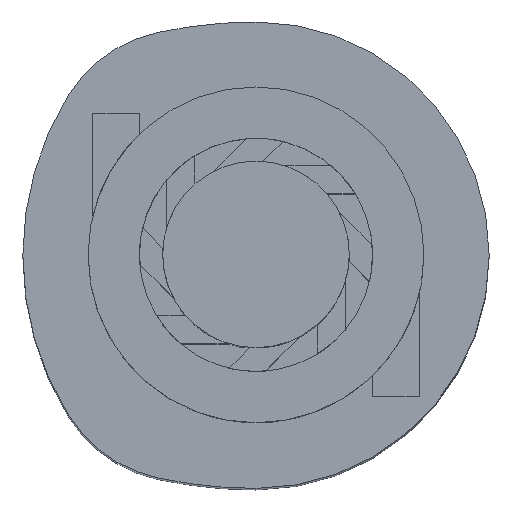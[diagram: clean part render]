
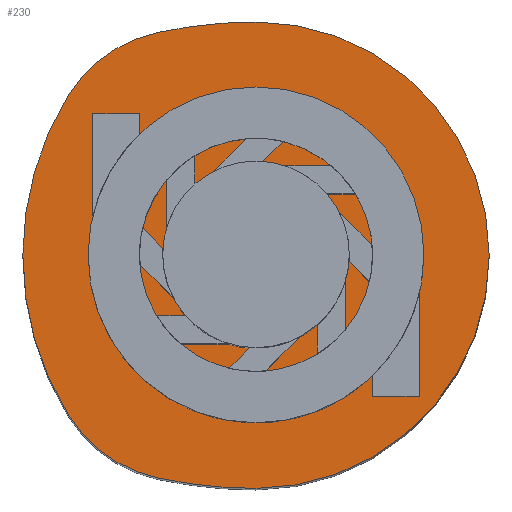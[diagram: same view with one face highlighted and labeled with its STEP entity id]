
A CAD part, top view. The second image highlights one B-rep face of the part: STEP entity #230.
In plain terms, the highlighted planar face has unit normal (0, 0, 1).
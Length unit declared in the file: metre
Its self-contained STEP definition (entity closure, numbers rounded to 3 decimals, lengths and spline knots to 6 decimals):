
#230=ADVANCED_FACE('1:60',(#512,#513),#514,.T.);
#512=FACE_BOUND('',#856,.T.);
#513=FACE_OUTER_BOUND('',#857,.T.);
#514=PLANE('',#858);
#856=EDGE_LOOP('',(#1271,#1272));
#857=EDGE_LOOP('',(#1273,#1274,#1275,#1276,#1277,#1278,#1279,#1280));
#858=AXIS2_PLACEMENT_3D('',#1281,#1282,#1283);
#1271=ORIENTED_EDGE('',*,*,#2029,.T.);
#1272=ORIENTED_EDGE('',*,*,#2069,.T.);
#1273=ORIENTED_EDGE('',*,*,#2037,.T.);
#1274=ORIENTED_EDGE('',*,*,#2070,.T.);
#1275=ORIENTED_EDGE('',*,*,#2071,.T.);
#1276=ORIENTED_EDGE('',*,*,#2072,.T.);
#1277=ORIENTED_EDGE('',*,*,#2073,.T.);
#1278=ORIENTED_EDGE('',*,*,#2034,.T.);
#1279=ORIENTED_EDGE('',*,*,#2074,.T.);
#1280=ORIENTED_EDGE('',*,*,#2075,.T.);
#1281=CARTESIAN_POINT('',(0.006088,-0.460674,10.0));
#1282=DIRECTION('',(0.0,0.0,1.0));
#1283=DIRECTION('',(1.0,-0.0,0.0));
#2029=EDGE_CURVE('1:6966',#2373,#2377,#2379,.T.);
#2034=EDGE_CURVE('0:904',#2382,#2386,#2388,.T.);
#2037=EDGE_CURVE('0:874',#2393,#2390,#2394,.T.);
#2069=EDGE_CURVE('1:6966',#2377,#2373,#2439,.T.);
#2070=EDGE_CURVE('0:874',#2390,#2440,#2441,.T.);
#2071=EDGE_CURVE('0:886',#2440,#2442,#2443,.T.);
#2072=EDGE_CURVE('0:895',#2442,#2444,#2445,.T.);
#2073=EDGE_CURVE('0:904',#2444,#2382,#2446,.T.);
#2074=EDGE_CURVE('0:913',#2386,#2447,#2448,.T.);
#2075=EDGE_CURVE('0:919',#2447,#2393,#2449,.T.);
#2373=VERTEX_POINT('',#2905);
#2377=VERTEX_POINT('',#2910);
#2379=CIRCLE('',#2913,0.999018);
#2382=VERTEX_POINT('',#2916);
#2386=VERTEX_POINT('',#2921);
#2388=CIRCLE('',#2924,2.5);
#2390=VERTEX_POINT('',#2926);
#2393=VERTEX_POINT('',#2930);
#2394=CIRCLE('',#2931,3.25);
#2439=CIRCLE('',#3031,0.999018);
#2440=VERTEX_POINT('',#3032);
#2441=CIRCLE('',#3033,3.25);
#2442=VERTEX_POINT('',#3034);
#2443=CIRCLE('',#3035,1.5);
#2444=VERTEX_POINT('',#3036);
#2445=CIRCLE('',#3037,5.0);
#2446=CIRCLE('',#3038,2.5);
#2447=VERTEX_POINT('',#3039);
#2448=CIRCLE('',#3040,5.0);
#2449=CIRCLE('',#3041,1.5);
#2905=CARTESIAN_POINT('',(-0.999018,0.0,10.0));
#2910=CARTESIAN_POINT('',(0.999018,0.,10.0));
#2913=AXIS2_PLACEMENT_3D('',#3547,#3548,#3549);
#2916=CARTESIAN_POINT('',(2.5,0.,10.0));
#2921=CARTESIAN_POINT('',(0.,2.5,10.0));
#2924=AXIS2_PLACEMENT_3D('',#3555,#3556,#3557);
#2926=CARTESIAN_POINT('',(-2.5,0.,10.0));
#2930=CARTESIAN_POINT('',(-2.013101,1.711073,10.0));
#2931=AXIS2_PLACEMENT_3D('',#3559,#3560,#3561);
#3031=AXIS2_PLACEMENT_3D('',#3600,#3601,#3602);
#3032=CARTESIAN_POINT('',(-2.013101,-1.711073,10.0));
#3033=AXIS2_PLACEMENT_3D('',#3603,#3604,#3605);
#3034=CARTESIAN_POINT('',(-1.054034,-2.387639,10.0));
#3035=AXIS2_PLACEMENT_3D('',#3606,#3607,#3608);
#3036=CARTESIAN_POINT('',(0.,-2.5,10.0));
#3037=AXIS2_PLACEMENT_3D('',#3609,#3610,#3611);
#3038=AXIS2_PLACEMENT_3D('',#3612,#3613,#3614);
#3039=CARTESIAN_POINT('',(-1.054034,2.387639,10.0));
#3040=AXIS2_PLACEMENT_3D('',#3615,#3616,#3617);
#3041=AXIS2_PLACEMENT_3D('',#3618,#3619,#3620);
#3547=CARTESIAN_POINT('',(0.0,0.0,10.0));
#3548=DIRECTION('',(0.0,0.0,-1.0));
#3549=DIRECTION('',(-1.0,0.0,0.0));
#3555=CARTESIAN_POINT('',(0.0,0.0,10.0));
#3556=DIRECTION('',(0.0,0.0,1.0));
#3557=DIRECTION('',(0.,-1.0,0.0));
#3559=CARTESIAN_POINT('',(0.75,0.0,10.0));
#3560=DIRECTION('',(0.0,0.0,1.0));
#3561=DIRECTION('',(0.,-1.0,0.0));
#3600=CARTESIAN_POINT('',(0.0,0.0,10.0));
#3601=DIRECTION('',(0.0,0.0,-1.0));
#3602=DIRECTION('',(-1.0,0.0,0.0));
#3603=CARTESIAN_POINT('',(0.75,0.0,10.0));
#3604=DIRECTION('',(0.0,0.0,1.0));
#3605=DIRECTION('',(0.,-1.0,0.0));
#3606=CARTESIAN_POINT('',(-0.737824,-0.921347,10.0));
#3607=DIRECTION('',(0.0,0.0,1.0));
#3608=DIRECTION('',(0.,-1.0,0.0));
#3609=CARTESIAN_POINT('',(0.0,2.5,10.0));
#3610=DIRECTION('',(0.0,0.0,1.0));
#3611=DIRECTION('',(0.,-1.0,0.0));
#3612=CARTESIAN_POINT('',(0.0,0.0,10.0));
#3613=DIRECTION('',(0.0,0.0,1.0));
#3614=DIRECTION('',(0.,-1.0,0.0));
#3615=CARTESIAN_POINT('',(0.0,-2.5,10.0));
#3616=DIRECTION('',(0.0,0.0,1.0));
#3617=DIRECTION('',(0.,-1.0,0.0));
#3618=CARTESIAN_POINT('',(-0.737824,0.921347,10.0));
#3619=DIRECTION('',(0.0,0.0,1.0));
#3620=DIRECTION('',(0.,-1.0,0.0));
